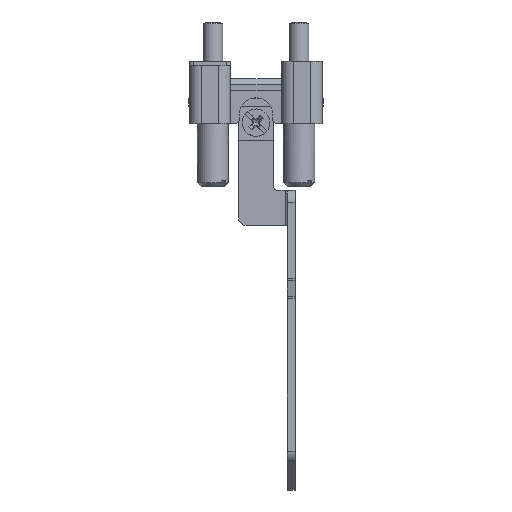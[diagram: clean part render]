
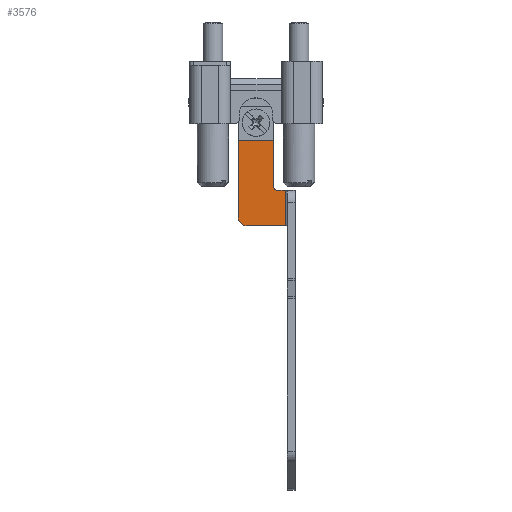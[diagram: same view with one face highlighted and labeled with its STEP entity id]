
A CAD part, left-side view. The second image highlights one B-rep face of the part: STEP entity #3576.
In plain terms, the highlighted planar face has unit normal (-1, 0, 0).
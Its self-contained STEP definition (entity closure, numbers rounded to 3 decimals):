
#3164=FACE_OUTER_BOUND('',#4749,.T.);
#3576=ADVANCED_FACE('',(#3164),#3971,.F.);
#3971=PLANE('',#12618);
#4749=EDGE_LOOP('',(#6116,#6117,#6118,#6119,#6120,#6121,#6122,#6123));
#6116=ORIENTED_EDGE('',*,*,#9019,.F.);
#6117=ORIENTED_EDGE('',*,*,#9022,.T.);
#6118=ORIENTED_EDGE('',*,*,#9023,.T.);
#6119=ORIENTED_EDGE('',*,*,#9024,.F.);
#6120=ORIENTED_EDGE('',*,*,#8971,.T.);
#6121=ORIENTED_EDGE('',*,*,#8962,.F.);
#6122=ORIENTED_EDGE('',*,*,#8964,.T.);
#6123=ORIENTED_EDGE('',*,*,#9025,.F.);
#7983=VERTEX_POINT('',#16676);
#7984=VERTEX_POINT('',#16678);
#7985=VERTEX_POINT('',#16682);
#7990=VERTEX_POINT('',#16696);
#8017=VERTEX_POINT('',#16789);
#8018=VERTEX_POINT('',#16791);
#8020=VERTEX_POINT('',#16797);
#8021=VERTEX_POINT('',#16799);
#8962=EDGE_CURVE('',#7983,#7984,#10378,.T.);
#8964=EDGE_CURVE('',#7983,#7985,#10379,.T.);
#8971=EDGE_CURVE('',#7990,#7984,#10384,.T.);
#9019=EDGE_CURVE('',#8017,#8018,#10417,.T.);
#9022=EDGE_CURVE('',#8017,#8020,#10420,.T.);
#9023=EDGE_CURVE('',#8020,#8021,#10421,.T.);
#9024=EDGE_CURVE('',#7990,#8021,#9864,.T.);
#9025=EDGE_CURVE('',#8018,#7985,#9865,.T.);
#9864=CIRCLE('',#12616,2.);
#9865=CIRCLE('',#12617,1.);
#10378=LINE('',#16677,#11269);
#10379=LINE('',#16681,#11270);
#10384=LINE('',#16695,#11275);
#10417=LINE('',#16790,#11308);
#10420=LINE('',#16796,#11311);
#10421=LINE('',#16798,#11312);
#11269=VECTOR('',#13999,1.);
#11270=VECTOR('',#14004,1.);
#11275=VECTOR('',#14017,1.);
#11308=VECTOR('',#14118,1.);
#11311=VECTOR('',#14123,1.);
#11312=VECTOR('',#14124,1.);
#12616=AXIS2_PLACEMENT_3D('',#16800,#14125,#14126);
#12617=AXIS2_PLACEMENT_3D('',#16801,#14127,#14128);
#12618=AXIS2_PLACEMENT_3D('',#16802,#14129,#14130);
#13999=DIRECTION('',(0.,0.,-1.));
#14004=DIRECTION('',(0.,1.,0.));
#14017=DIRECTION('',(0.,-1.,0.));
#14118=DIRECTION('',(0.,0.,-1.));
#14123=DIRECTION('',(0.,1.,0.));
#14124=DIRECTION('',(0.,0.,-1.));
#14125=DIRECTION('',(1.,0.,0.));
#14126=DIRECTION('',(0.,0.,-1.));
#14127=DIRECTION('',(-1.,0.,0.));
#14128=DIRECTION('',(0.,1.,0.));
#14129=DIRECTION('',(1.,0.,0.));
#14130=DIRECTION('',(0.,0.,-1.));
#16676=CARTESIAN_POINT('',(-48.5,-7.5,-23.5));
#16677=CARTESIAN_POINT('',(-48.5,-7.5,-23.5));
#16678=CARTESIAN_POINT('',(-48.5,-7.5,-32.5));
#16681=CARTESIAN_POINT('',(-48.5,-7.5,-23.5));
#16682=CARTESIAN_POINT('',(-48.5,-5.5,-23.5));
#16695=CARTESIAN_POINT('',(-48.5,2.5,-32.5));
#16696=CARTESIAN_POINT('',(-48.5,2.5,-32.5));
#16789=CARTESIAN_POINT('',(-48.5,-4.5,-10.7));
#16790=CARTESIAN_POINT('',(-48.5,-4.5,-2.5));
#16791=CARTESIAN_POINT('',(-48.5,-4.5,-22.5));
#16796=CARTESIAN_POINT('',(-48.5,-8.1,-10.7));
#16797=CARTESIAN_POINT('',(-48.5,4.5,-10.7));
#16798=CARTESIAN_POINT('',(-48.5,4.5,-2.5));
#16799=CARTESIAN_POINT('',(-48.5,4.5,-30.5));
#16800=CARTESIAN_POINT('',(-48.5,2.5,-30.5));
#16801=CARTESIAN_POINT('',(-48.5,-5.5,-22.5));
#16802=CARTESIAN_POINT('',(-48.5,-8.1,-1.9));
